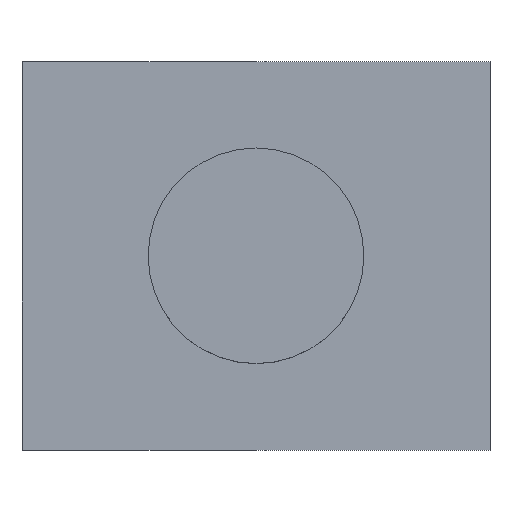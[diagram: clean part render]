
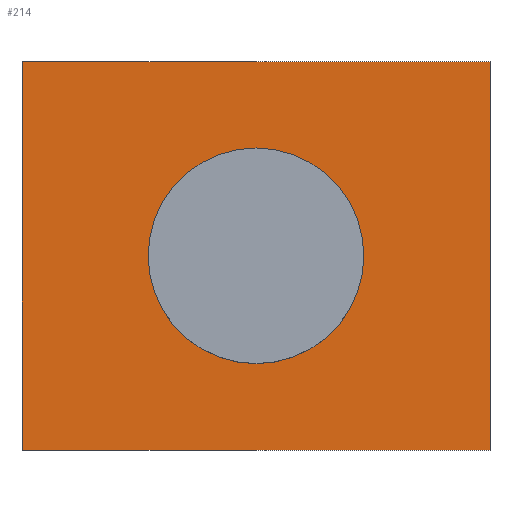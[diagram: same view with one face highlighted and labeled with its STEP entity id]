
A CAD part, top view. The second image highlights one B-rep face of the part: STEP entity #214.
In plain terms, the highlighted planar face has unit normal (0, 0, 1).
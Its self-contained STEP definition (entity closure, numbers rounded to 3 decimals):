
#81=LINE('',#1113,#147);
#82=LINE('',#1116,#148);
#83=LINE('',#1118,#149);
#84=LINE('',#1120,#150);
#147=VECTOR('',#895,1.);
#148=VECTOR('',#896,1.);
#149=VECTOR('',#897,1.);
#150=VECTOR('',#898,1.);
#214=ADVANCED_FACE('',(#293,#294),#260,.T.);
#260=PLANE('',#807);
#293=FACE_BOUND('',#326,.T.);
#294=FACE_BOUND('',#327,.T.);
#326=EDGE_LOOP('',(#395,#396,#397,#398));
#327=EDGE_LOOP('',(#399));
#395=ORIENTED_EDGE('',*,*,#651,.T.);
#396=ORIENTED_EDGE('',*,*,#652,.F.);
#397=ORIENTED_EDGE('',*,*,#653,.F.);
#398=ORIENTED_EDGE('',*,*,#654,.T.);
#399=ORIENTED_EDGE('',*,*,#655,.F.);
#583=VERTEX_POINT('',#1114);
#584=VERTEX_POINT('',#1115);
#585=VERTEX_POINT('',#1117);
#586=VERTEX_POINT('',#1119);
#587=VERTEX_POINT('',#1122);
#651=EDGE_CURVE('',#583,#584,#81,.T.);
#652=EDGE_CURVE('',#585,#584,#82,.T.);
#653=EDGE_CURVE('',#586,#585,#83,.T.);
#654=EDGE_CURVE('',#586,#583,#84,.T.);
#655=EDGE_CURVE('',#587,#587,#745,.T.);
#745=CIRCLE('',#806,29.95);
#806=AXIS2_PLACEMENT_3D('',#1121,#899,#900);
#807=AXIS2_PLACEMENT_3D('',#1123,#901,#902);
#895=DIRECTION('',(1.,0.,0.));
#896=DIRECTION('',(0.,-1.,0.));
#897=DIRECTION('',(1.,0.,0.));
#898=DIRECTION('',(0.,-1.,0.));
#899=DIRECTION('',(0.,0.,1.));
#900=DIRECTION('',(-1.,0.,0.));
#901=DIRECTION('',(0.,0.,1.));
#902=DIRECTION('',(1.,0.,0.));
#1113=CARTESIAN_POINT('',(-65.,-54.,0.));
#1114=CARTESIAN_POINT('',(-65.,-54.,0.));
#1115=CARTESIAN_POINT('',(65.,-54.,0.));
#1116=CARTESIAN_POINT('',(65.,-54.,0.));
#1117=CARTESIAN_POINT('',(65.,54.,0.));
#1118=CARTESIAN_POINT('',(-65.,54.,0.));
#1119=CARTESIAN_POINT('',(-65.,54.,0.));
#1120=CARTESIAN_POINT('',(-65.,-54.,0.));
#1121=CARTESIAN_POINT('',(0.,0.,
0.));
#1122=CARTESIAN_POINT('',(-29.95,0.,0.));
#1123=CARTESIAN_POINT('',(-65.,-54.,0.));
